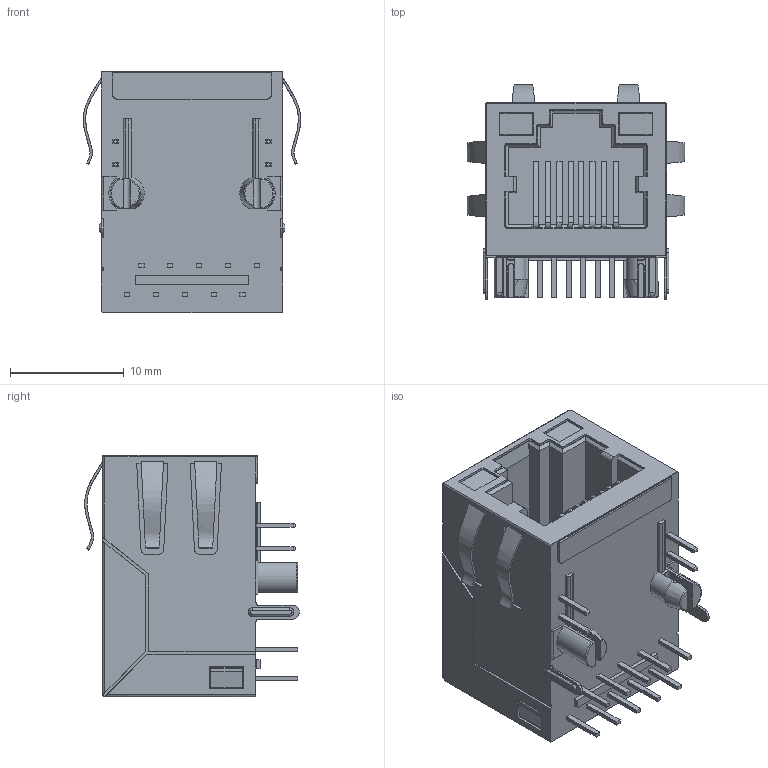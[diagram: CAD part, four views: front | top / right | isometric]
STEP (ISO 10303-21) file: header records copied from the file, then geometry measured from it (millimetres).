
FILE_DESCRIPTION (( 'STEP AP214' ), '1' );
FILE_NAME ('TMJG16391A4NL.STEP', '2023-09-21T03:10:12', ( '' ), ( '' ), 'SwSTEP 2.0', 'SolidWorks 2022', '' );
FILE_SCHEMA (( 'AUTOMOTIVE_DESIGN' ));
Length unit declared in the file: millimetre
Products named in the file (1): TMJG16391A4NL
Bounding box: 19.11 x 18.88 x 21.25 mm (x, y, z)
Volume: 3713.7 mm3; surface area: 2789.4 mm2
Topology: 8 solids, 8 shells, 950 faces, 2504 edges, 1634 vertices
Faces by surface type: plane 676, bspline 152, cylinder 109, torus 9, cone 2, sphere 2
Entity records: 32141 total; most frequent: CARTESIAN_POINT 9983, ORIENTED_EDGE 5000, DIRECTION 3756, EDGE_CURVE 2500, VECTOR 1712, LINE 1712, VERTEX_POINT 1632, AXIS2_PLACEMENT_3D 1022
